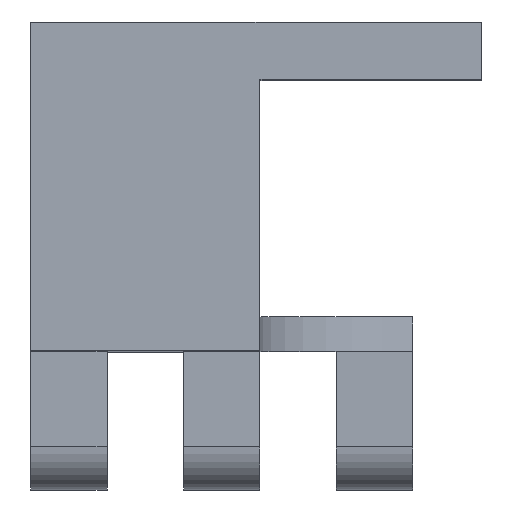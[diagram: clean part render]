
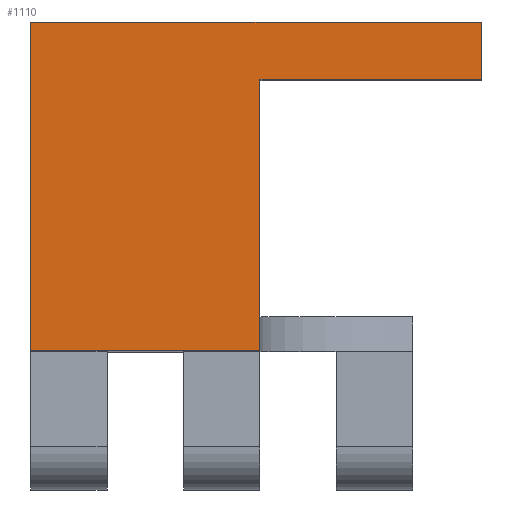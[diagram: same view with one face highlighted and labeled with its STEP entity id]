
A CAD part, top view. The second image highlights one B-rep face of the part: STEP entity #1110.
In plain terms, the highlighted planar face has unit normal (0, 0, 1).
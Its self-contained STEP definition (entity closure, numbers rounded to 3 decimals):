
#88=FACE_OUTER_BOUND('',#151,.T.);
#151=EDGE_LOOP('',(#824,#825,#826,#827,#828,#829));
#244=LINE('',#1647,#377);
#255=LINE('',#1668,#388);
#257=LINE('',#1672,#390);
#258=LINE('',#1674,#391);
#259=LINE('',#1676,#392);
#260=LINE('',#1677,#393);
#377=VECTOR('',#1334,10.);
#388=VECTOR('',#1351,10.);
#390=VECTOR('',#1355,10.);
#391=VECTOR('',#1356,10.);
#392=VECTOR('',#1357,10.);
#393=VECTOR('',#1358,10.);
#499=VERTEX_POINT('',#1643);
#501=VERTEX_POINT('',#1646);
#508=VERTEX_POINT('',#1666);
#509=VERTEX_POINT('',#1671);
#510=VERTEX_POINT('',#1673);
#511=VERTEX_POINT('',#1675);
#618=EDGE_CURVE('',#499,#501,#244,.T.);
#629=EDGE_CURVE('',#508,#499,#255,.T.);
#631=EDGE_CURVE('',#509,#508,#257,.T.);
#632=EDGE_CURVE('',#510,#509,#258,.T.);
#633=EDGE_CURVE('',#510,#511,#259,.T.);
#634=EDGE_CURVE('',#501,#511,#260,.T.);
#824=ORIENTED_EDGE('',*,*,#631,.F.);
#825=ORIENTED_EDGE('',*,*,#632,.F.);
#826=ORIENTED_EDGE('',*,*,#633,.T.);
#827=ORIENTED_EDGE('',*,*,#634,.F.);
#828=ORIENTED_EDGE('',*,*,#618,.F.);
#829=ORIENTED_EDGE('',*,*,#629,.F.);
#1061=PLANE('',#1187);
#1110=ADVANCED_FACE('',(#88),#1061,.T.);
#1187=AXIS2_PLACEMENT_3D('',#1670,#1353,#1354);
#1334=DIRECTION('',(0.,-1.,0.));
#1351=DIRECTION('',(1.,0.,0.));
#1353=DIRECTION('center_axis',(0.,0.,1.));
#1354=DIRECTION('ref_axis',(1.,0.,0.));
#1355=DIRECTION('',(0.,1.,0.));
#1356=DIRECTION('',(-1.,0.,0.));
#1357=DIRECTION('',(0.,1.,0.));
#1358=DIRECTION('',(-1.,0.,0.));
#1643=CARTESIAN_POINT('',(32.082,15.2,29.2));
#1646=CARTESIAN_POINT('',(32.082,12.2,29.2));
#1647=CARTESIAN_POINT('',(32.082,15.2,29.2));
#1666=CARTESIAN_POINT('',(8.5,15.2,29.2));
#1668=CARTESIAN_POINT('',(8.5,15.2,29.2));
#1670=CARTESIAN_POINT('Origin',(8.5,0.,29.2));
#1671=CARTESIAN_POINT('',(8.5,-2.,29.2));
#1672=CARTESIAN_POINT('',(8.5,0.,29.2));
#1673=CARTESIAN_POINT('',(20.5,-2.,29.2));
#1674=CARTESIAN_POINT('',(8.5,-2.,29.2));
#1675=CARTESIAN_POINT('',(20.5,12.2,29.2));
#1676=CARTESIAN_POINT('',(20.5,0.,29.2));
#1677=CARTESIAN_POINT('',(8.5,12.2,29.2));
